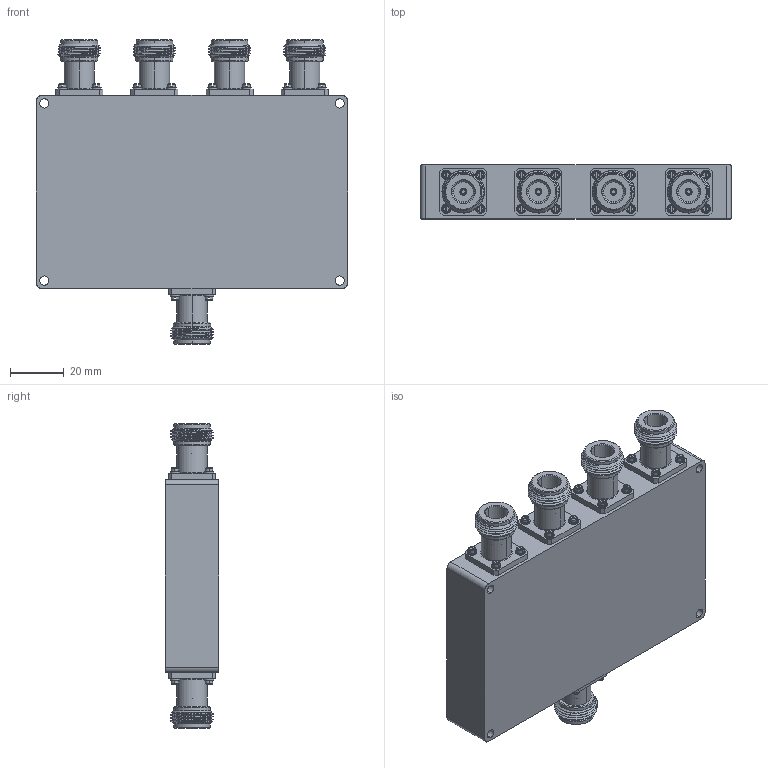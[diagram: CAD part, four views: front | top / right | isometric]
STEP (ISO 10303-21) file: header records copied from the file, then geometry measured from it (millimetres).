
FILE_DESCRIPTION (( 'STEP AP214' ), '1' );
FILE_NAME ('FMDV1209_3D.step', '2023-04-01T06:16:47', ( '' ), ( '' ), 'SwSTEP 2.0', 'SolidWorks 2022', '' );
FILE_SCHEMA (( 'AUTOMOTIVE_DESIGN' ));
Length unit declared in the file: millimetre
Products named in the file (4): Copy of PE4444^FMDV1209; Copy of SCR,M2x4,RndHdSlot^FMDV1209; Copy of POWER DIVIDER ENCLOSURE^FMDV1209; FMDV1209_3D
Assembly tree (26 placements, depth 2):
  FMDV1209_3D
    Copy of POWER DIVIDER ENCLOSURE^FMDV1209
    Copy of PE4444^FMDV1209  x5
    Copy of SCR,M2x4,RndHdSlot^FMDV1209  x20
Bounding box: 116 x 20 x 113.4 mm (x, y, z)
Volume: 179761.2 mm3; surface area: 39005.3 mm2
Topology: 26 solids, 31 shells, 858 faces, 2038 edges, 1322 vertices
Faces by surface type: plane 346, cylinder 317, cone 110, torus 70, bspline 15
Entity records: 5932 total; most frequent: CARTESIAN_POINT 2080, DIRECTION 762, ORIENTED_EDGE 664, EDGE_CURVE 332, AXIS2_PLACEMENT_3D 307, VERTEX_POINT 215, EDGE_LOOP 163, VECTOR 148
